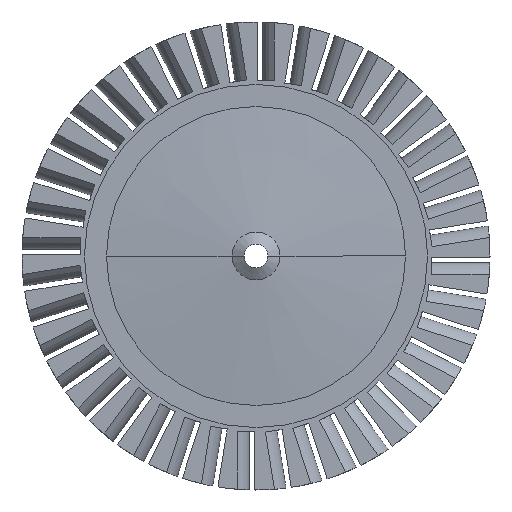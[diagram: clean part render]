
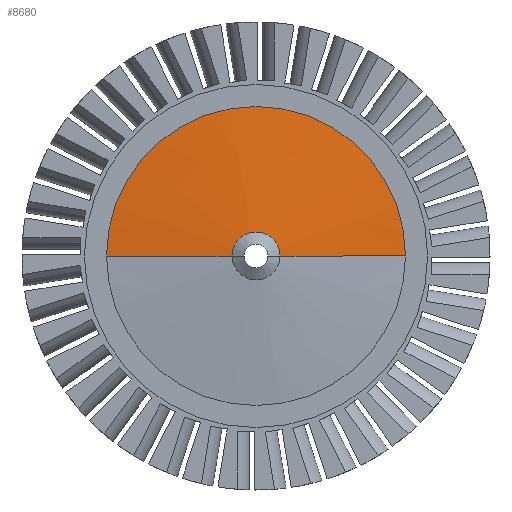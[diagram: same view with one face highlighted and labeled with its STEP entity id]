
A CAD part, front view. The second image highlights one B-rep face of the part: STEP entity #8680.
In plain terms, the highlighted conical face has half-angle 84.898 degrees and reference radius 63.5 mm.
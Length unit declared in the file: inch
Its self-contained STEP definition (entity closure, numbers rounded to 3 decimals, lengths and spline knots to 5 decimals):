
#505 = VERTEX_POINT ( 'NONE', #13213 ) ;
#596 = CARTESIAN_POINT ( 'NONE',  ( 2.5, -0.1875, 0. ) ) ;
#1175 = CARTESIAN_POINT ( 'NONE',  ( -2.5, -0.1875, 0. ) ) ;
#1505 = CARTESIAN_POINT ( 'NONE',  ( 0., -0.375, 0. ) ) ;
#1903 = DIRECTION ( 'NONE',  ( -1., 0., 0. ) ) ;
#2988 = CARTESIAN_POINT ( 'NONE',  ( -2.5, -0.1875, 0. ) ) ;
#3175 = DIRECTION ( 'NONE',  ( 0., 1., 0. ) ) ;
#3357 = EDGE_CURVE ( 'NONE', #505, #14562, #7952, .T. ) ;
#3374 = CIRCLE ( 'NONE', #19860, 0.4 ) ;
#4432 = ORIENTED_EDGE ( 'NONE', *, *, #17560, .F. ) ;
#5972 = ORIENTED_EDGE ( 'NONE', *, *, #15758, .T. ) ;
#6123 = DIRECTION ( 'NONE',  ( 0.996, 0.089, 0. ) ) ;
#7805 = AXIS2_PLACEMENT_3D ( 'NONE', #19580, #10763, #17747 ) ;
#7952 = LINE ( 'NONE', #596, #11200 ) ;
#8519 = DIRECTION ( 'NONE',  ( 0., -1., 0. ) ) ;
#8680 = ADVANCED_FACE ( 'NONE', ( #8797 ), #16259, .T. ) ;
#8797 = FACE_OUTER_BOUND ( 'NONE', #20143, .T. ) ;
#9909 = LINE ( 'NONE', #1175, #21291 ) ;
#10505 = ORIENTED_EDGE ( 'NONE', *, *, #3357, .T. ) ;
#10763 = DIRECTION ( 'NONE',  ( 0., -1., 0. ) ) ;
#11200 = VECTOR ( 'NONE', #6123, 39.37008 ) ;
#11488 = CIRCLE ( 'NONE', #7805, 2.5 ) ;
#11856 = DIRECTION ( 'NONE',  ( -0.996, 0.089, 0. ) ) ;
#13213 = CARTESIAN_POINT ( 'NONE',  ( 0.4, -0.375, 0. ) ) ;
#14455 = AXIS2_PLACEMENT_3D ( 'NONE', #21072, #3175, #1903 ) ;
#14562 = VERTEX_POINT ( 'NONE', #21903 ) ;
#15518 = DIRECTION ( 'NONE',  ( 1., 0., 0. ) ) ;
#15696 = CARTESIAN_POINT ( 'NONE',  ( -0.4, -0.375, 0. ) ) ;
#15758 = EDGE_CURVE ( 'NONE', #14562, #22638, #11488, .T. ) ;
#16259 = CONICAL_SURFACE ( 'NONE', #14455, 2.5, 1.482 ) ;
#17560 = EDGE_CURVE ( 'NONE', #20134, #22638, #9909, .T. ) ;
#17747 = DIRECTION ( 'NONE',  ( 1., 0., 0. ) ) ;
#18573 = EDGE_CURVE ( 'NONE', #505, #20134, #3374, .T. ) ;
#18787 = ORIENTED_EDGE ( 'NONE', *, *, #18573, .F. ) ;
#19580 = CARTESIAN_POINT ( 'NONE',  ( 0., -0.1875, 0. ) ) ;
#19860 = AXIS2_PLACEMENT_3D ( 'NONE', #1505, #8519, #15518 ) ;
#20134 = VERTEX_POINT ( 'NONE', #15696 ) ;
#20143 = EDGE_LOOP ( 'NONE', ( #18787, #10505, #5972, #4432 ) ) ;
#21072 = CARTESIAN_POINT ( 'NONE',  ( 0., -0.1875, 0. ) ) ;
#21291 = VECTOR ( 'NONE', #11856, 39.37008 ) ;
#21903 = CARTESIAN_POINT ( 'NONE',  ( 2.5, -0.1875, 0. ) ) ;
#22638 = VERTEX_POINT ( 'NONE', #2988 ) ;
